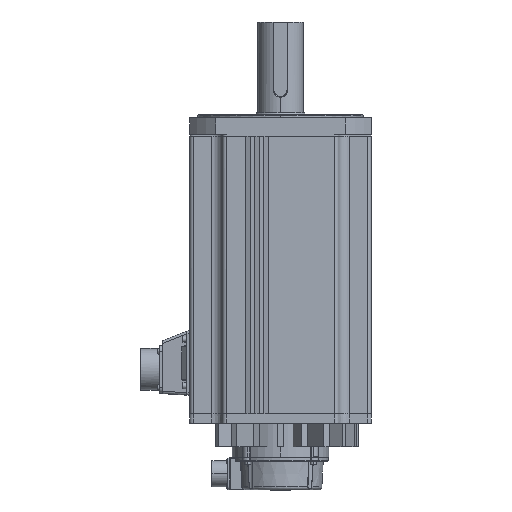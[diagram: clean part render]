
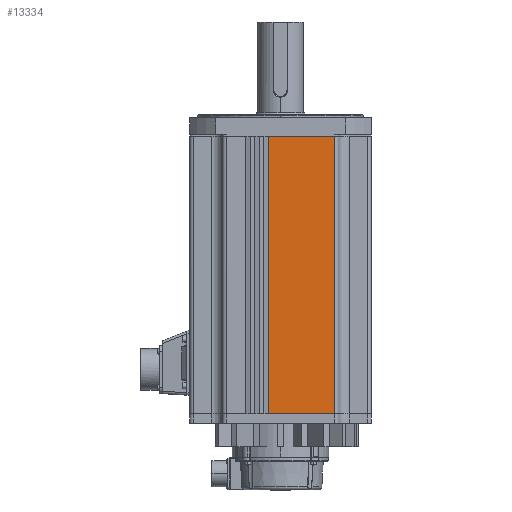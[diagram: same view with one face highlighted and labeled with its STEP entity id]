
A CAD part, left-side view. The second image highlights one B-rep face of the part: STEP entity #13334.
In plain terms, the highlighted planar face has unit normal (-1, 0, 0).
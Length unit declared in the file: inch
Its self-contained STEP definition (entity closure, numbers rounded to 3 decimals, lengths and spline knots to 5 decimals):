
#1 = ORIENTED_EDGE ( 'NONE', *, *, #33172, .F. ) ;
#1181 = B_SPLINE_CURVE_WITH_KNOTS ( 'NONE', 3,
 ( #8532, #34994, #46433, #16350 ),
 .UNSPECIFIED., .F., .F.,
 ( 4, 4 ),
 ( 0., 1. ),
 .UNSPECIFIED. ) ;
#4323 = VERTEX_POINT ( 'NONE', #8328 ) ;
#8328 = CARTESIAN_POINT ( 'NONE',  ( -4.33071, 0.57087, 0. ) ) ;
#8532 = CARTESIAN_POINT ( 'NONE',  ( -4.33071, 0.57087, -13.22835 ) ) ;
#8618 = EDGE_CURVE ( 'NONE', #26857, #46598, #1181, .T. ) ;
#10847 = CARTESIAN_POINT ( 'NONE',  ( -4.33071, -1.00591, -6.61417 ) ) ;
#12233 = LINE ( 'NONE', #24996, #32897 ) ;
#13334 = ADVANCED_FACE ( 'NONE', ( #36279 ), #17850, .F. ) ;
#14681 = VECTOR ( 'NONE', #35272, 39.37008 ) ;
#16350 = CARTESIAN_POINT ( 'NONE',  ( -4.33071, -2.58268, -13.22835 ) ) ;
#16935 = EDGE_CURVE ( 'NONE', #48876, #4323, #12233, .T. ) ;
#17850 = PLANE ( 'NONE',  #44766 ) ;
#17966 = EDGE_LOOP ( 'NONE', ( #47489, #1, #46801, #31925 ) ) ;
#18169 = DIRECTION ( 'NONE',  ( 0., 0., -1. ) ) ;
#20425 = CARTESIAN_POINT ( 'NONE',  ( -4.33071, -2.58268, -4.40945 ) ) ;
#22043 = B_SPLINE_CURVE_WITH_KNOTS ( 'NONE', 3,
 ( #35600, #20425, #43200, #43526 ),
 .UNSPECIFIED., .F., .F.,
 ( 4, 4 ),
 ( 0., 1. ),
 .UNSPECIFIED. ) ;
#23198 = EDGE_CURVE ( 'NONE', #48876, #46598, #22043, .T. ) ;
#24996 = CARTESIAN_POINT ( 'NONE',  ( -4.33071, 0.00004, 0. ) ) ;
#26857 = VERTEX_POINT ( 'NONE', #33943 ) ;
#27945 = CARTESIAN_POINT ( 'NONE',  ( -4.33071, -2.58268, 0. ) ) ;
#28278 = LINE ( 'NONE', #43368, #14681 ) ;
#28791 = DIRECTION ( 'NONE',  ( 0., 1., 0. ) ) ;
#29392 = DIRECTION ( 'NONE',  ( 1., 0., 0. ) ) ;
#31925 = ORIENTED_EDGE ( 'NONE', *, *, #23198, .F. ) ;
#32897 = VECTOR ( 'NONE', #28791, 39.37008 ) ;
#33172 = EDGE_CURVE ( 'NONE', #26857, #4323, #28278, .T. ) ;
#33943 = CARTESIAN_POINT ( 'NONE',  ( -4.33071, 0.57087, -13.22835 ) ) ;
#34994 = CARTESIAN_POINT ( 'NONE',  ( -4.33071, -0.48031, -13.22835 ) ) ;
#35272 = DIRECTION ( 'NONE',  ( 0., 0., 1. ) ) ;
#35600 = CARTESIAN_POINT ( 'NONE',  ( -4.33071, -2.58268, 0. ) ) ;
#36279 = FACE_OUTER_BOUND ( 'NONE', #17966, .T. ) ;
#43200 = CARTESIAN_POINT ( 'NONE',  ( -4.33071, -2.58268, -8.8189 ) ) ;
#43368 = CARTESIAN_POINT ( 'NONE',  ( -4.33071, 0.57087, -6.61417 ) ) ;
#43526 = CARTESIAN_POINT ( 'NONE',  ( -4.33071, -2.58268, -13.22835 ) ) ;
#44766 = AXIS2_PLACEMENT_3D ( 'NONE', #10847, #29392, #18169 ) ;
#46433 = CARTESIAN_POINT ( 'NONE',  ( -4.33071, -1.5315, -13.22835 ) ) ;
#46488 = CARTESIAN_POINT ( 'NONE',  ( -4.33071, -2.58268, -13.22835 ) ) ;
#46598 = VERTEX_POINT ( 'NONE', #46488 ) ;
#46801 = ORIENTED_EDGE ( 'NONE', *, *, #8618, .T. ) ;
#47489 = ORIENTED_EDGE ( 'NONE', *, *, #16935, .T. ) ;
#48876 = VERTEX_POINT ( 'NONE', #27945 ) ;
